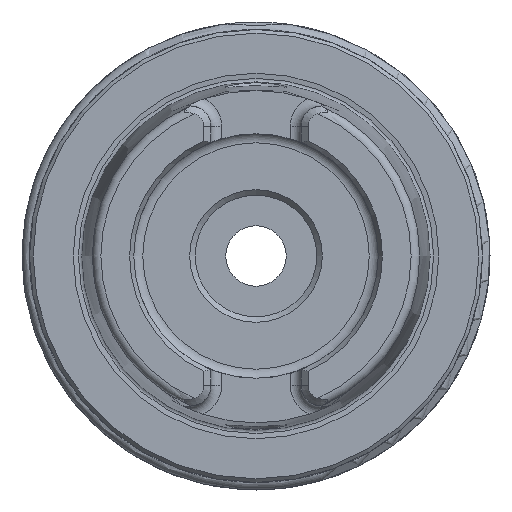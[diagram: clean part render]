
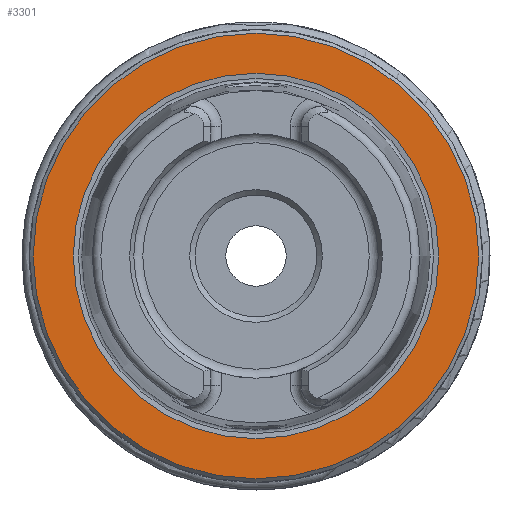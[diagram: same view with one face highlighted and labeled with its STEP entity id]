
A CAD part, left-side view. The second image highlights one B-rep face of the part: STEP entity #3301.
In plain terms, the highlighted planar face has unit normal (-1, 0, 0).
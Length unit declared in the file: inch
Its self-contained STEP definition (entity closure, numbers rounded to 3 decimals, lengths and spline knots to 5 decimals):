
#3267=CARTESIAN_POINT('',(0.0,1.22047,0.));
#3268=VERTEX_POINT('',#3267);
#3269=CARTESIAN_POINT('',(0.0,0.0,0.0));
#3270=DIRECTION('',(1.0,0.0,0.0));
#3271=DIRECTION('',(0.0,-1.0,0.0));
#3272=AXIS2_PLACEMENT_3D('',#3269,#3270,#3271);
#3273=CIRCLE('',#3272,1.22047);
#3274=EDGE_CURVE('',#3268,#3268,#3273,.T.);
#3282=CARTESIAN_POINT('',(0.0,0.62008,0.0));
#3283=DIRECTION('',(-1.0,0.0,0.0));
#3284=DIRECTION('',(0.0,0.0,1.0));
#3285=AXIS2_PLACEMENT_3D('',#3282,#3283,#3284);
#3286=PLANE('',#3285);
#3287=ORIENTED_EDGE('',*,*,#3274,.F.);
#3288=EDGE_LOOP('',(#3287));
#3289=FACE_OUTER_BOUND('',#3288,.T.);
#3290=CARTESIAN_POINT('',(0.0,1.0008,0.0));
#3291=VERTEX_POINT('',#3290);
#3292=CARTESIAN_POINT('',(0.0,0.0,0.0));
#3293=DIRECTION('',(1.0,0.0,0.0));
#3294=DIRECTION('',(0.0,1.0,0.0));
#3295=AXIS2_PLACEMENT_3D('',#3292,#3293,#3294);
#3296=CIRCLE('',#3295,1.0008);
#3297=EDGE_CURVE('',#3291,#3291,#3296,.T.);
#3298=ORIENTED_EDGE('',*,*,#3297,.T.);
#3299=EDGE_LOOP('',(#3298));
#3300=FACE_BOUND('',#3299,.T.);
#3301=ADVANCED_FACE('',(#3289,#3300),#3286,.T.);
